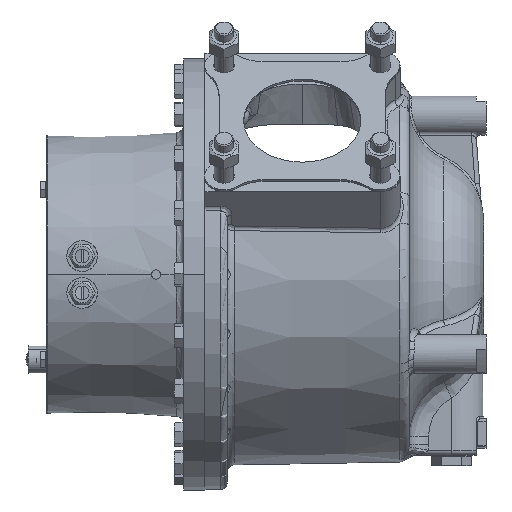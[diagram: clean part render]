
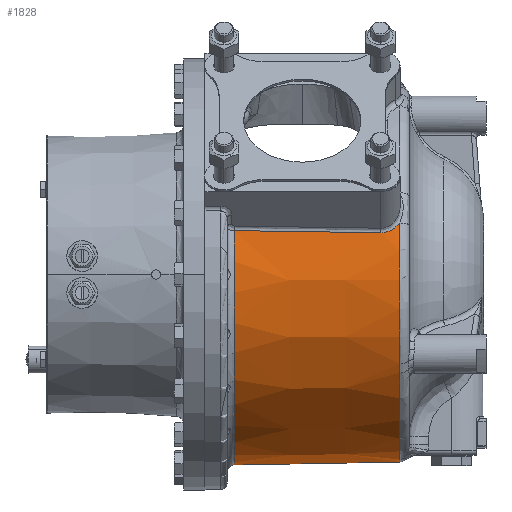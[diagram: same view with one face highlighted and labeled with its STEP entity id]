
A CAD part, left-side view. The second image highlights one B-rep face of the part: STEP entity #1828.
In plain terms, the highlighted conical face has half-angle 1 degrees and reference radius 123.825 mm.
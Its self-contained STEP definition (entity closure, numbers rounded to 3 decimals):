
#1372 = VERTEX_POINT ( 'NONE', #13554 ) ;
#1377 = VERTEX_POINT ( 'NONE', #13506 ) ;
#1437 = EDGE_CURVE ( 'NONE', #1372, #1377, #13849, .T. ) ;
#1577 = EDGE_CURVE ( 'NONE', #1377, #64654, #14243, .T. ) ;
#1760 = VERTEX_POINT ( 'NONE', #14915 ) ;
#1768 = ORIENTED_EDGE ( 'NONE', *, *, #64651, .F. ) ;
#1769 = ORIENTED_EDGE ( 'NONE', *, *, #64345, .T. ) ;
#1775 = EDGE_CURVE ( 'NONE', #1776, #1372, #15104, .T. ) ;
#1776 = VERTEX_POINT ( 'NONE', #15111 ) ;
#1782 = EDGE_LOOP ( 'NONE', ( #1768, #1769, #1829, #1834, #1831, #1836, #1815 ) ) ;
#1815 = ORIENTED_EDGE ( 'NONE', *, *, #1577, .T. ) ;
#1828 = ADVANCED_FACE ( 'NONE', ( #15456 ), #15460, .T. ) ;
#1829 = ORIENTED_EDGE ( 'NONE', *, *, #1830, .T. ) ;
#1830 = EDGE_CURVE ( 'NONE', #64339, #1760, #15544, .T. ) ;
#1831 = ORIENTED_EDGE ( 'NONE', *, *, #1775, .T. ) ;
#1832 = EDGE_CURVE ( 'NONE', #1760, #1776, #15545, .T. ) ;
#1834 = ORIENTED_EDGE ( 'NONE', *, *, #1832, .T. ) ;
#1836 = ORIENTED_EDGE ( 'NONE', *, *, #1437, .T. ) ;
#13506 = CARTESIAN_POINT ( 'NONE',  ( -120.419, -22.268, 28.485 ) ) ;
#13554 = CARTESIAN_POINT ( 'NONE',  ( -119.031, -117.293, 27.128 ) ) ;
#13836 = CARTESIAN_POINT ( 'NONE',  ( -120.419, -22.268, 28.485 ) ) ;
#13837 = CARTESIAN_POINT ( 'NONE',  ( -120.112, -43.362, 28.184 ) ) ;
#13838 = CARTESIAN_POINT ( 'NONE',  ( -119.804, -64.455, 27.884 ) ) ;
#13839 = CARTESIAN_POINT ( 'NONE',  ( -119.496, -85.549, 27.582 ) ) ;
#13840 = CARTESIAN_POINT ( 'NONE',  ( -119.372, -94.014, 27.461 ) ) ;
#13841 = CARTESIAN_POINT ( 'NONE',  ( -119.248, -102.479, 27.34 ) ) ;
#13842 = CARTESIAN_POINT ( 'NONE',  ( -119.124, -110.944, 27.219 ) ) ;
#13843 = CARTESIAN_POINT ( 'NONE',  ( -119.093, -113.06, 27.189 ) ) ;
#13844 = CARTESIAN_POINT ( 'NONE',  ( -119.062, -115.176, 27.159 ) ) ;
#13845 = CARTESIAN_POINT ( 'NONE',  ( -119.031, -117.293, 27.128 ) ) ;
#13849 = B_SPLINE_CURVE_WITH_KNOTS ( 'NONE', 3,
 ( #13845, #13844, #13843, #13842, #13841, #13840, #13839, #13838, #13837, #13836 ),
 .UNSPECIFIED., .F., .F.,
 ( 4, 3, 3, 4 ),
 ( 0., 0.006, 0.032, 0.095 ),
 .UNSPECIFIED. ) ;
#14236 = DIRECTION ( 'NONE',  ( 0., 0., 1. ) ) ;
#14237 = DIRECTION ( 'NONE',  ( 0., -1., 0. ) ) ;
#14238 = CARTESIAN_POINT ( 'NONE',  ( 0., -22.268, 0. ) ) ;
#14239 = AXIS2_PLACEMENT_3D ( 'NONE', #14238, #14237, #14236 ) ;
#14243 = CIRCLE ( 'NONE', #14239, 123.742 ) ;
#14915 = CARTESIAN_POINT ( 'NONE',  ( -107.195, -129.651, -57.974 ) ) ;
#15104 = B_SPLINE_CURVE_WITH_KNOTS ( 'NONE', 3,
 ( #15146, #15145, #15144, #15143, #15142, #15141, #15140, #15139, #15138, #15137, #15136, #15135, #15134, #15133 ),
 .UNSPECIFIED., .F., .F.,
 ( 4, 2, 2, 2, 2, 2, 4 ),
 ( 0.024, 0.027, 0.029, 0.031, 0.033, 0.035, 0.038 ),
 .UNSPECIFIED. ) ;
#15111 = CARTESIAN_POINT ( 'NONE',  ( -117.191, -129.651, 33.438 ) ) ;
#15133 = CARTESIAN_POINT ( 'NONE',  ( -119.031, -117.293, 27.128 ) ) ;
#15134 = CARTESIAN_POINT ( 'NONE',  ( -119.013, -118.516, 27.111 ) ) ;
#15135 = CARTESIAN_POINT ( 'NONE',  ( -118.96, -119.713, 27.25 ) ) ;
#15136 = CARTESIAN_POINT ( 'NONE',  ( -118.829, -121.471, 27.682 ) ) ;
#15137 = CARTESIAN_POINT ( 'NONE',  ( -118.776, -122.054, 27.866 ) ) ;
#15138 = CARTESIAN_POINT ( 'NONE',  ( -118.653, -123.183, 28.298 ) ) ;
#15139 = CARTESIAN_POINT ( 'NONE',  ( -118.584, -123.73, 28.546 ) ) ;
#15140 = CARTESIAN_POINT ( 'NONE',  ( -118.429, -124.789, 29.105 ) ) ;
#15141 = CARTESIAN_POINT ( 'NONE',  ( -118.343, -125.302, 29.415 ) ) ;
#15142 = CARTESIAN_POINT ( 'NONE',  ( -118.155, -126.294, 30.094 ) ) ;
#15143 = CARTESIAN_POINT ( 'NONE',  ( -118.052, -126.771, 30.462 ) ) ;
#15144 = CARTESIAN_POINT ( 'NONE',  ( -117.723, -128.124, 31.628 ) ) ;
#15145 = CARTESIAN_POINT ( 'NONE',  ( -117.473, -128.933, 32.494 ) ) ;
#15146 = CARTESIAN_POINT ( 'NONE',  ( -117.191, -129.651, 33.438 ) ) ;
#15456 = FACE_OUTER_BOUND ( 'NONE', #1782, .T. ) ;
#15460 = CONICAL_SURFACE ( 'NONE', #15487, 123.825, 0.017 ) ;
#15487 = AXIS2_PLACEMENT_3D ( 'NONE', #15490, #15489, #15491 ) ;
#15489 = DIRECTION ( 'NONE',  ( 0., 1., 0. ) ) ;
#15490 = CARTESIAN_POINT ( 'NONE',  ( 0., -17.526, 0. ) ) ;
#15491 = DIRECTION ( 'NONE',  ( 0., 0., -1. ) ) ;
#15511 = DIRECTION ( 'NONE',  ( 0., 1., 0. ) ) ;
#15534 = DIRECTION ( 'NONE',  ( 0., 0., 1. ) ) ;
#15537 = CARTESIAN_POINT ( 'NONE',  ( -107.195, -129.651, -57.974 ) ) ;
#15538 = CARTESIAN_POINT ( 'NONE',  ( -106.657, -129.651, -58.969 ) ) ;
#15539 = CARTESIAN_POINT ( 'NONE',  ( -105.554, -129.672, -60.942 ) ) ;
#15540 = CARTESIAN_POINT ( 'NONE',  ( -104.397, -129.651, -62.884 ) ) ;
#15541 = CARTESIAN_POINT ( 'NONE',  ( -103.805, -129.651, -63.847 ) ) ;
#15542 = AXIS2_PLACEMENT_3D ( 'NONE', #15543, #15511, #15534 ) ;
#15543 = CARTESIAN_POINT ( 'NONE',  ( 0., -129.651, 0. ) ) ;
#15544 = B_SPLINE_CURVE_WITH_KNOTS ( 'NONE', 3,
 ( #15541, #15540, #15539, #15538, #15537 ),
 .UNSPECIFIED., .F., .F.,
 ( 4, 1, 4 ),
 ( 0., 0.003, 0.007 ),
 .UNSPECIFIED. ) ;
#15545 = CIRCLE ( 'NONE', #15542, 121.868 ) ;
#41729 = CARTESIAN_POINT ( 'NONE',  ( -103.805, -129.651, -63.847 ) ) ;
#41730 = CIRCLE ( 'NONE', #41754, 121.868 ) ;
#41731 = CARTESIAN_POINT ( 'NONE',  ( 0., -129.651, -121.868 ) ) ;
#41743 = DIRECTION ( 'NONE',  ( 0., 0., 1. ) ) ;
#41744 = DIRECTION ( 'NONE',  ( 0., 1., 0. ) ) ;
#41745 = CARTESIAN_POINT ( 'NONE',  ( 0., -129.651, 0. ) ) ;
#41754 = AXIS2_PLACEMENT_3D ( 'NONE', #41745, #41744, #41743 ) ;
#42960 = DIRECTION ( 'NONE',  ( 0., 1., -0.017 ) ) ;
#42961 = VECTOR ( 'NONE', #42960, 1000. ) ;
#42962 = CARTESIAN_POINT ( 'NONE',  ( 0., -17.526, -123.825 ) ) ;
#42963 = LINE ( 'NONE', #42962, #42961 ) ;
#42980 = CARTESIAN_POINT ( 'NONE',  ( 0., -22.268, -123.742 ) ) ;
#64339 = VERTEX_POINT ( 'NONE', #41729 ) ;
#64340 = VERTEX_POINT ( 'NONE', #41731 ) ;
#64345 = EDGE_CURVE ( 'NONE', #64340, #64339, #41730, .T. ) ;
#64651 = EDGE_CURVE ( 'NONE', #64340, #64654, #42963, .T. ) ;
#64654 = VERTEX_POINT ( 'NONE', #42980 ) ;
